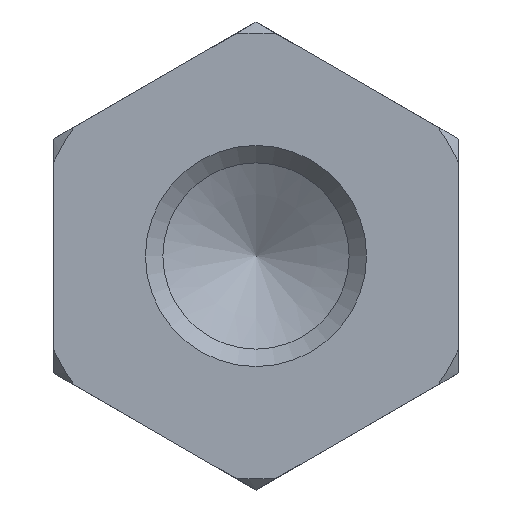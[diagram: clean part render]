
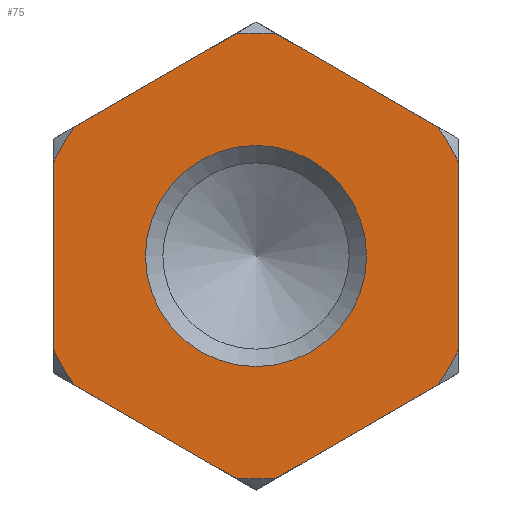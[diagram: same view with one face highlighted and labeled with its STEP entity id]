
A CAD part, front view. The second image highlights one B-rep face of the part: STEP entity #75.
In plain terms, the highlighted planar face has unit normal (0, -1, 0).
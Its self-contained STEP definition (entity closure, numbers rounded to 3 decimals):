
#75 = ADVANCED_FACE( '', ( #167, #168 ), #169, .F. );
#167 = FACE_BOUND( '', #273, .T. );
#168 = FACE_OUTER_BOUND( '', #274, .T. );
#169 = PLANE( '', #275 );
#273 = EDGE_LOOP( '', ( #429 ) );
#274 = EDGE_LOOP( '', ( #430, #431, #432, #433, #434, #435, #436, #437, #438, #439, #440, #441 ) );
#275 = AXIS2_PLACEMENT_3D( '', #442, #443, #444 );
#429 = ORIENTED_EDGE( '', *, *, #658, .F. );
#430 = ORIENTED_EDGE( '', *, *, #659, .T. );
#431 = ORIENTED_EDGE( '', *, *, #660, .T. );
#432 = ORIENTED_EDGE( '', *, *, #661, .T. );
#433 = ORIENTED_EDGE( '', *, *, #621, .T. );
#434 = ORIENTED_EDGE( '', *, *, #662, .T. );
#435 = ORIENTED_EDGE( '', *, *, #663, .T. );
#436 = ORIENTED_EDGE( '', *, *, #664, .T. );
#437 = ORIENTED_EDGE( '', *, *, #653, .T. );
#438 = ORIENTED_EDGE( '', *, *, #665, .T. );
#439 = ORIENTED_EDGE( '', *, *, #631, .T. );
#440 = ORIENTED_EDGE( '', *, *, #666, .T. );
#441 = ORIENTED_EDGE( '', *, *, #667, .T. );
#442 = CARTESIAN_POINT( '', ( 12.1, 0., 0. ) );
#443 = DIRECTION( '', ( 0., 1., 0. ) );
#444 = DIRECTION( '', ( 0., 0., 1. ) );
#621 = EDGE_CURVE( '', #732, #730, #733, .T. );
#631 = EDGE_CURVE( '', #751, #749, #752, .T. );
#653 = EDGE_CURVE( '', #786, #784, #787, .T. );
#658 = EDGE_CURVE( '', #793, #793, #794, .T. );
#659 = EDGE_CURVE( '', #795, #796, #797, .T. );
#660 = EDGE_CURVE( '', #796, #798, #799, .T. );
#661 = EDGE_CURVE( '', #798, #732, #800, .T. );
#662 = EDGE_CURVE( '', #730, #801, #802, .T. );
#663 = EDGE_CURVE( '', #801, #803, #804, .T. );
#664 = EDGE_CURVE( '', #803, #786, #805, .T. );
#665 = EDGE_CURVE( '', #784, #751, #806, .T. );
#666 = EDGE_CURVE( '', #749, #807, #808, .T. );
#667 = EDGE_CURVE( '', #807, #795, #809, .T. );
#730 = VERTEX_POINT( '', #887 );
#732 = VERTEX_POINT( '', #892 );
#733 = LINE( '', #893, #894 );
#749 = VERTEX_POINT( '', #923 );
#751 = VERTEX_POINT( '', #928 );
#752 = LINE( '', #929, #930 );
#784 = VERTEX_POINT( '', #984 );
#786 = VERTEX_POINT( '', #989 );
#787 = LINE( '', #990, #991 );
#793 = VERTEX_POINT( '', #1002 );
#794 = CIRCLE( '', #1003, 6. );
#795 = VERTEX_POINT( '', #1004 );
#796 = VERTEX_POINT( '', #1005 );
#797 = CIRCLE( '', #1006, 12.1 );
#798 = VERTEX_POINT( '', #1007 );
#799 = LINE( '', #1008, #1009 );
#800 = CIRCLE( '', #1010, 12.1 );
#801 = VERTEX_POINT( '', #1011 );
#802 = CIRCLE( '', #1012, 12.1 );
#803 = VERTEX_POINT( '', #1013 );
#804 = LINE( '', #1014, #1015 );
#805 = CIRCLE( '', #1016, 12.1 );
#806 = CIRCLE( '', #1017, 12.1 );
#807 = VERTEX_POINT( '', #1018 );
#808 = CIRCLE( '', #1019, 12.1 );
#809 = LINE( '', #1020, #1021 );
#887 = CARTESIAN_POINT( '', ( 1.135, 0., 12.047 ) );
#892 = CARTESIAN_POINT( '', ( 9.865, 0., 7.006 ) );
#893 = CARTESIAN_POINT( '', ( 14.575, 0., 4.287 ) );
#894 = VECTOR( '', #1125, 1000. );
#923 = CARTESIAN_POINT( '', ( -1.135, 0., -12.047 ) );
#928 = CARTESIAN_POINT( '', ( -9.865, 0., -7.006 ) );
#929 = CARTESIAN_POINT( '', ( 3.575, 0., -14.766 ) );
#930 = VECTOR( '', #1130, 1000. );
#984 = CARTESIAN_POINT( '', ( -11., 0., -5.041 ) );
#989 = CARTESIAN_POINT( '', ( -11., 0., 5.041 ) );
#990 = CARTESIAN_POINT( '', ( -11., 0., 0. ) );
#991 = VECTOR( '', #1158, 1000. );
#1002 = CARTESIAN_POINT( '', ( 0., 0., -6. ) );
#1003 = AXIS2_PLACEMENT_3D( '', #1161, #1162, #1163 );
#1004 = CARTESIAN_POINT( '', ( 9.865, 0., -7.006 ) );
#1005 = CARTESIAN_POINT( '', ( 11., 0., -5.041 ) );
#1006 = AXIS2_PLACEMENT_3D( '', #1164, #1165, #1166 );
#1007 = CARTESIAN_POINT( '', ( 11., 0., 5.041 ) );
#1008 = CARTESIAN_POINT( '', ( 11., 0., 0. ) );
#1009 = VECTOR( '', #1167, 1000. );
#1010 = AXIS2_PLACEMENT_3D( '', #1168, #1169, #1170 );
#1011 = CARTESIAN_POINT( '', ( -1.135, 0., 12.047 ) );
#1012 = AXIS2_PLACEMENT_3D( '', #1171, #1172, #1173 );
#1013 = CARTESIAN_POINT( '', ( -9.865, 0., 7.006 ) );
#1014 = CARTESIAN_POINT( '', ( 3.575, 0., 14.766 ) );
#1015 = VECTOR( '', #1174, 1000. );
#1016 = AXIS2_PLACEMENT_3D( '', #1175, #1176, #1177 );
#1017 = AXIS2_PLACEMENT_3D( '', #1178, #1179, #1180 );
#1018 = CARTESIAN_POINT( '', ( 1.135, 0., -12.047 ) );
#1019 = AXIS2_PLACEMENT_3D( '', #1181, #1182, #1183 );
#1020 = CARTESIAN_POINT( '', ( 14.575, 0., -4.287 ) );
#1021 = VECTOR( '', #1184, 1000. );
#1125 = DIRECTION( '', ( -0.866, 0., 0.5 ) );
#1130 = DIRECTION( '', ( 0.866, 0., -0.5 ) );
#1158 = DIRECTION( '', ( 0., 0., -1. ) );
#1161 = CARTESIAN_POINT( '', ( 0., 0., 0. ) );
#1162 = DIRECTION( '', ( 0., -1., 0. ) );
#1163 = DIRECTION( '', ( 0., 0., -1. ) );
#1164 = CARTESIAN_POINT( '', ( 0., 0., 0. ) );
#1165 = DIRECTION( '', ( 0., -1., 0. ) );
#1166 = DIRECTION( '', ( 0., 0., -1. ) );
#1167 = DIRECTION( '', ( 0., 0., 1. ) );
#1168 = CARTESIAN_POINT( '', ( 0., 0., 0. ) );
#1169 = DIRECTION( '', ( 0., -1., 0. ) );
#1170 = DIRECTION( '', ( 0., 0., -1. ) );
#1171 = CARTESIAN_POINT( '', ( 0., 0., 0. ) );
#1172 = DIRECTION( '', ( 0., -1., 0. ) );
#1173 = DIRECTION( '', ( 0., 0., -1. ) );
#1174 = DIRECTION( '', ( -0.866, 0., -0.5 ) );
#1175 = CARTESIAN_POINT( '', ( 0., 0., 0. ) );
#1176 = DIRECTION( '', ( 0., -1., 0. ) );
#1177 = DIRECTION( '', ( 0., 0., -1. ) );
#1178 = CARTESIAN_POINT( '', ( 0., 0., 0. ) );
#1179 = DIRECTION( '', ( 0., -1., 0. ) );
#1180 = DIRECTION( '', ( 0., 0., -1. ) );
#1181 = CARTESIAN_POINT( '', ( 0., 0., 0. ) );
#1182 = DIRECTION( '', ( 0., -1., 0. ) );
#1183 = DIRECTION( '', ( 0., 0., -1. ) );
#1184 = DIRECTION( '', ( 0.866, 0., 0.5 ) );
